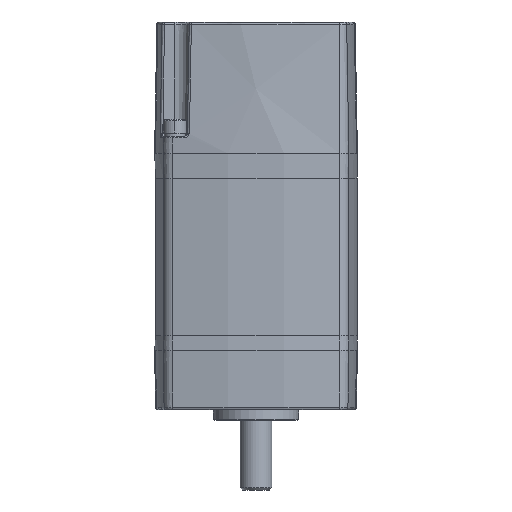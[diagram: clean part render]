
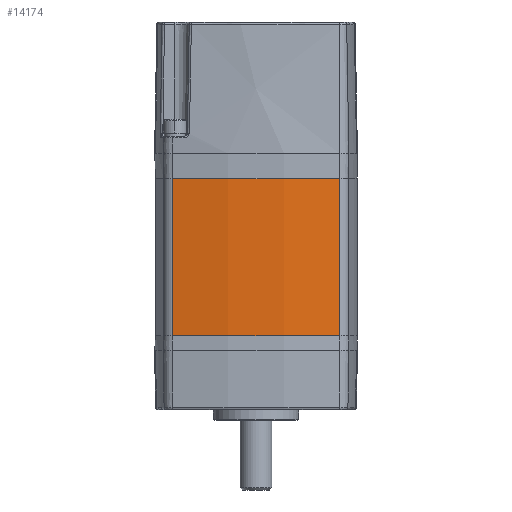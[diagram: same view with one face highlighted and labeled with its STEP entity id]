
A CAD part, front view. The second image highlights one B-rep face of the part: STEP entity #14174.
In plain terms, the highlighted cylindrical face has radius 123.096 mm (diameter 246.192 mm), a partial arc.
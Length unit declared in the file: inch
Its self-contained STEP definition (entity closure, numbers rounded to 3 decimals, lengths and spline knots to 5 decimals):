
#143 = AXIS2_PLACEMENT_3D ( 'NONE', #15000, #36295, #18051 ) ;
#314 = CYLINDRICAL_SURFACE ( 'NONE', #35157, 4.8463 ) ;
#1943 = CIRCLE ( 'NONE', #29377, 4.8463 ) ;
#4128 = EDGE_CURVE ( 'NONE', #15742, #10819, #10933, .T. ) ;
#10147 = VERTEX_POINT ( 'NONE', #29486 ) ;
#10407 = CARTESIAN_POINT ( 'NONE',  ( -0.97836, -1.08722, -5.19734 ) ) ;
#10819 = VERTEX_POINT ( 'NONE', #13004 ) ;
#10933 = CIRCLE ( 'NONE', #143, 4.8463 ) ;
#11145 = EDGE_CURVE ( 'NONE', #10147, #23610, #1943, .T. ) ;
#13004 = CARTESIAN_POINT ( 'NONE',  ( -0.97836, -1.08722, -1.84 ) ) ;
#14174 = ADVANCED_FACE ( 'NONE', ( #17598 ), #314, .T. ) ;
#15000 = CARTESIAN_POINT ( 'NONE',  ( 0., 3.6593, -1.84 ) ) ;
#15742 = VERTEX_POINT ( 'NONE', #36268 ) ;
#16067 = EDGE_CURVE ( 'NONE', #10819, #10147, #33660, .T. ) ;
#17598 = FACE_OUTER_BOUND ( 'NONE', #30564, .T. ) ;
#18032 = DIRECTION ( 'NONE',  ( 0., 0., 1. ) ) ;
#18051 = DIRECTION ( 'NONE',  ( 1., 0., 0. ) ) ;
#19622 = DIRECTION ( 'NONE',  ( 0., 0., 1. ) ) ;
#20664 = CARTESIAN_POINT ( 'NONE',  ( 0.97836, -1.08722, -5.19734 ) ) ;
#23610 = VERTEX_POINT ( 'NONE', #35627 ) ;
#23788 = ORIENTED_EDGE ( 'NONE', *, *, #4128, .F. ) ;
#24273 = ORIENTED_EDGE ( 'NONE', *, *, #11145, .F. ) ;
#25002 = LINE ( 'NONE', #20664, #26015 ) ;
#25572 = VECTOR ( 'NONE', #19622, 39.37008 ) ;
#25945 = EDGE_CURVE ( 'NONE', #15742, #23610, #25002, .T. ) ;
#26015 = VECTOR ( 'NONE', #35997, 39.37008 ) ;
#28508 = ORIENTED_EDGE ( 'NONE', *, *, #16067, .F. ) ;
#29377 = AXIS2_PLACEMENT_3D ( 'NONE', #36275, #18032, #39340 ) ;
#29486 = CARTESIAN_POINT ( 'NONE',  ( -0.97836, -1.08722, 0. ) ) ;
#30564 = EDGE_LOOP ( 'NONE', ( #23788, #31515, #24273, #28508 ) ) ;
#31515 = ORIENTED_EDGE ( 'NONE', *, *, #25945, .T. ) ;
#31944 = CARTESIAN_POINT ( 'NONE',  ( 0., 3.6593, -5.19734 ) ) ;
#33660 = LINE ( 'NONE', #10407, #25572 ) ;
#34967 = DIRECTION ( 'NONE',  ( 0., 0., 1. ) ) ;
#35157 = AXIS2_PLACEMENT_3D ( 'NONE', #31944, #34967, #37785 ) ;
#35627 = CARTESIAN_POINT ( 'NONE',  ( 0.97836, -1.08722, 0. ) ) ;
#35997 = DIRECTION ( 'NONE',  ( 0., 0., 1. ) ) ;
#36268 = CARTESIAN_POINT ( 'NONE',  ( 0.97836, -1.08722, -1.84 ) ) ;
#36275 = CARTESIAN_POINT ( 'NONE',  ( 0., 3.6593, 0. ) ) ;
#36295 = DIRECTION ( 'NONE',  ( 0., 0., -1. ) ) ;
#37785 = DIRECTION ( 'NONE',  ( 1., 0., 0. ) ) ;
#39340 = DIRECTION ( 'NONE',  ( 1., 0., 0. ) ) ;
